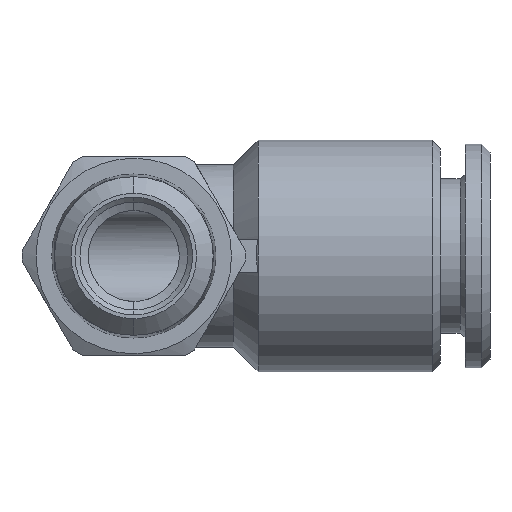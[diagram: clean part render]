
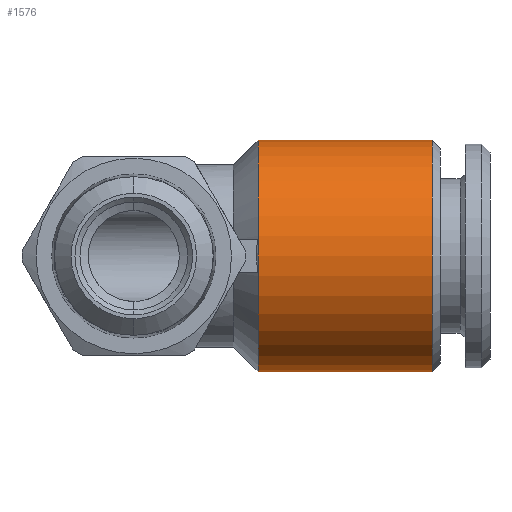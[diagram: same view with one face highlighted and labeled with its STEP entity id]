
A CAD part, front view. The second image highlights one B-rep face of the part: STEP entity #1576.
In plain terms, the highlighted cylindrical face has radius 7 mm (diameter 14 mm), a partial arc.
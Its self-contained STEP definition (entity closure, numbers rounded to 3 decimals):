
#2 = VERTEX_POINT ( 'NONE', #1815 ) ;
#8 = EDGE_CURVE ( 'NONE', #2, #525, #1909, .T. ) ;
#71 = VERTEX_POINT ( 'NONE', #2005 ) ;
#525 = VERTEX_POINT ( 'NONE', #2321 ) ;
#539 = EDGE_CURVE ( 'NONE', #71, #542, #2367, .T. ) ;
#542 = VERTEX_POINT ( 'NONE', #2339 ) ;
#566 = DIRECTION ( 'NONE',  ( -1., 0., 0. ) ) ;
#567 = CARTESIAN_POINT ( 'NONE',  ( -3.45, 0., 0. ) ) ;
#569 = DIRECTION ( 'NONE',  ( 0., 0., 1. ) ) ;
#592 = AXIS2_PLACEMENT_3D ( 'NONE', #567, #566, #569 ) ;
#593 = CYLINDRICAL_SURFACE ( 'NONE', #592, 7. ) ;
#608 = FACE_OUTER_BOUND ( 'NONE', #1577, .T. ) ;
#868 = DIRECTION ( 'NONE',  ( 0., 0., 1. ) ) ;
#872 = DIRECTION ( 'NONE',  ( -1., 0., 0. ) ) ;
#885 = CARTESIAN_POINT ( 'NONE',  ( 7.5, 0., 0. ) ) ;
#891 = AXIS2_PLACEMENT_3D ( 'NONE', #885, #872, #868 ) ;
#894 = CIRCLE ( 'NONE', #891, 7. ) ;
#1039 = CIRCLE ( 'NONE', #1054, 7. ) ;
#1051 = CARTESIAN_POINT ( 'NONE',  ( 18., 0., 0. ) ) ;
#1054 = AXIS2_PLACEMENT_3D ( 'NONE', #1051, #1066, #1063 ) ;
#1063 = DIRECTION ( 'NONE',  ( 0., 0., 1. ) ) ;
#1066 = DIRECTION ( 'NONE',  ( -1., 0., 0. ) ) ;
#1482 = ORIENTED_EDGE ( 'NONE', *, *, #8, .F. ) ;
#1487 = EDGE_CURVE ( 'NONE', #2, #71, #1039, .T. ) ;
#1499 = ORIENTED_EDGE ( 'NONE', *, *, #539, .T. ) ;
#1509 = ORIENTED_EDGE ( 'NONE', *, *, #1487, .T. ) ;
#1544 = ORIENTED_EDGE ( 'NONE', *, *, #1559, .F. ) ;
#1559 = EDGE_CURVE ( 'NONE', #525, #542, #894, .T. ) ;
#1576 = ADVANCED_FACE ( 'NONE', ( #608 ), #593, .T. ) ;
#1577 = EDGE_LOOP ( 'NONE', ( #1482, #1509, #1499, #1544 ) ) ;
#1815 = CARTESIAN_POINT ( 'NONE',  ( 18., 0., -7. ) ) ;
#1909 = LINE ( 'NONE', #1912, #2009 ) ;
#1912 = CARTESIAN_POINT ( 'NONE',  ( -3.45, 0., -7. ) ) ;
#1993 = DIRECTION ( 'NONE',  ( -1., 0., 0. ) ) ;
#2005 = CARTESIAN_POINT ( 'NONE',  ( 18., 0., 7. ) ) ;
#2009 = VECTOR ( 'NONE', #1993, 1000. ) ;
#2321 = CARTESIAN_POINT ( 'NONE',  ( 7.5, 0., -7. ) ) ;
#2339 = CARTESIAN_POINT ( 'NONE',  ( 7.5, 0., 7. ) ) ;
#2340 = CARTESIAN_POINT ( 'NONE',  ( -3.45, 0., 7. ) ) ;
#2361 = DIRECTION ( 'NONE',  ( -1., 0., 0. ) ) ;
#2364 = VECTOR ( 'NONE', #2361, 1000. ) ;
#2367 = LINE ( 'NONE', #2340, #2364 ) ;
